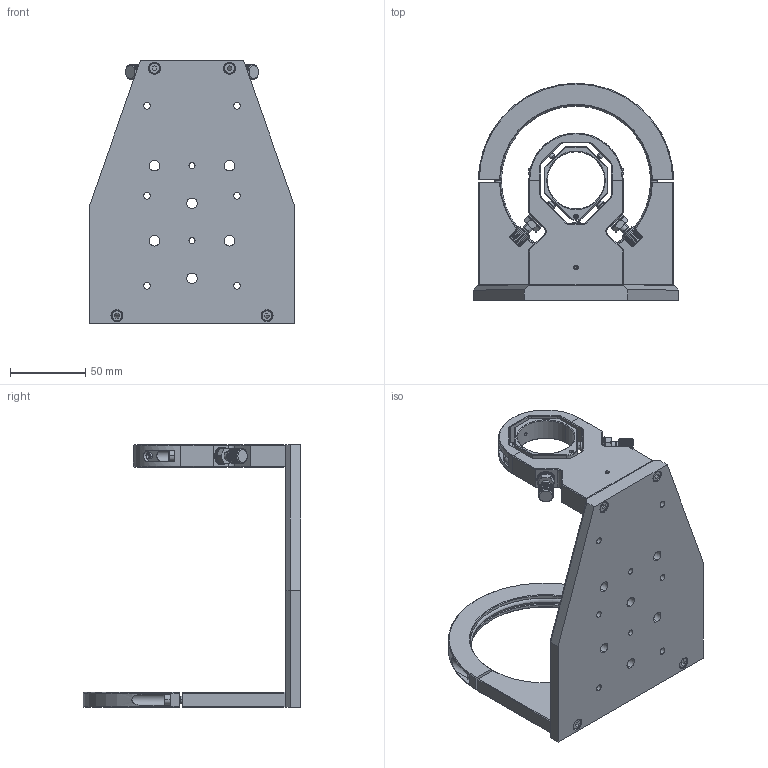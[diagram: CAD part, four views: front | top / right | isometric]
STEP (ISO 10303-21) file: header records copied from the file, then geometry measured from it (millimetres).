
FILE_DESCRIPTION (( 'STEP AP203' ), '1' );
FILE_NAME ('DP29494.step', '2022-01-05T09:41:21', ( '' ), ( '' ), 'SwSTEP 2.0', 'SolidWorks 2021', '' );
FILE_SCHEMA (( 'CONFIG_CONTROL_DESIGN' ));
Length unit declared in the file: millimetre
Products named in the file (1): DP29494
Bounding box: 137 x 145 x 175 mm (x, y, z)
Surface area: 99597.1 mm2 (no closed solid volume)
Topology: 0 solids, 62 shells, 745 faces, 2679 edges, 1915 vertices
Faces by surface type: plane 437, cylinder 176, cone 70, torus 48, sphere 8, bspline 6
Entity records: 32213 total; most frequent: CARTESIAN_POINT 10190, DIRECTION 4357, ORIENTED_EDGE 4266, EDGE_CURVE 2675, VERTEX_POINT 1915, AXIS2_PLACEMENT_3D 1522, VECTOR 1313, LINE 1313
